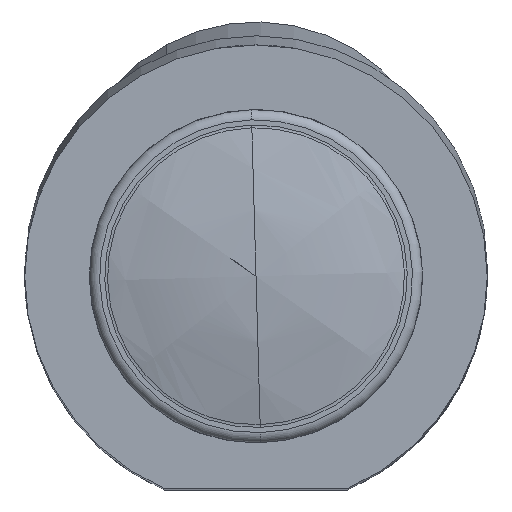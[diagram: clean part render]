
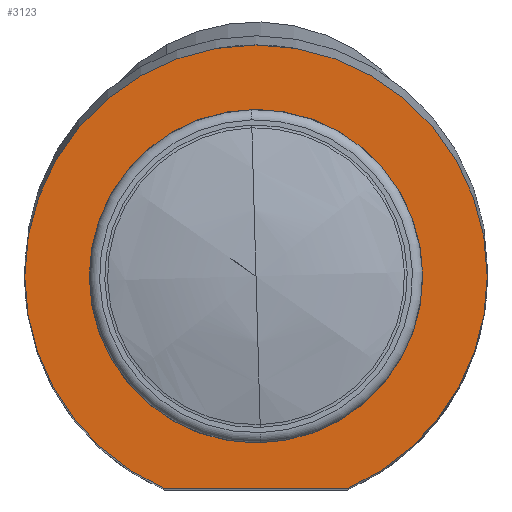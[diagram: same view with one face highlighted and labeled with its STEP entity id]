
A CAD part, top view. The second image highlights one B-rep face of the part: STEP entity #3123.
In plain terms, the highlighted planar face has unit normal (0, 0, 1).
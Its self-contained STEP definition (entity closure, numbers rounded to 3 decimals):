
#33 = VERTEX_POINT ( 'NONE', #458 ) ;
#36 = VERTEX_POINT ( 'NONE', #511 ) ;
#40 = EDGE_CURVE ( 'NONE', #33, #36, #510, .T. ) ;
#44 = EDGE_CURVE ( 'NONE', #49, #45, #523, .T. ) ;
#45 = VERTEX_POINT ( 'NONE', #524 ) ;
#49 = VERTEX_POINT ( 'NONE', #534 ) ;
#458 = CARTESIAN_POINT ( 'NONE',  ( 4.508, 0., 0. ) ) ;
#501 = CARTESIAN_POINT ( 'NONE',  ( 0., 0., 0. ) ) ;
#508 = DIRECTION ( 'NONE',  ( 1., 0., 0. ) ) ;
#509 = AXIS2_PLACEMENT_3D ( 'NONE', #501, #516, #508 ) ;
#510 = CIRCLE ( 'NONE', #509, 4.508 ) ;
#511 = CARTESIAN_POINT ( 'NONE',  ( -4.508, 0., 0. ) ) ;
#516 = DIRECTION ( 'NONE',  ( 0., 0., 1. ) ) ;
#519 = CARTESIAN_POINT ( 'NONE',  ( 0., 0., 0. ) ) ;
#520 = DIRECTION ( 'NONE',  ( 1., 0., 0. ) ) ;
#521 = DIRECTION ( 'NONE',  ( 0., 0., 1. ) ) ;
#522 = AXIS2_PLACEMENT_3D ( 'NONE', #519, #521, #520 ) ;
#523 = CIRCLE ( 'NONE', #522, 3.251 ) ;
#524 = CARTESIAN_POINT ( 'NONE',  ( 3.251, 0., 0. ) ) ;
#534 = CARTESIAN_POINT ( 'NONE',  ( -3.251, 0., 0. ) ) ;
#2005 = DIRECTION ( 'NONE',  ( 1., 0., 0. ) ) ;
#2006 = DIRECTION ( 'NONE',  ( 0., 0., 1. ) ) ;
#2007 = CARTESIAN_POINT ( 'NONE',  ( 0., 0., 0. ) ) ;
#2008 = AXIS2_PLACEMENT_3D ( 'NONE', #2007, #2006, #2005 ) ;
#2009 = CIRCLE ( 'NONE', #2008, 3.251 ) ;
#2053 = FACE_BOUND ( 'NONE', #3068, .T. ) ;
#2054 = FACE_OUTER_BOUND ( 'NONE', #3117, .T. ) ;
#2055 = DIRECTION ( 'NONE',  ( -1., 0., 0. ) ) ;
#2056 = VECTOR ( 'NONE', #2055, 1000. ) ;
#2057 = CARTESIAN_POINT ( 'NONE',  ( 0., -4.14, 0. ) ) ;
#2058 = LINE ( 'NONE', #2057, #2056 ) ;
#2153 = CARTESIAN_POINT ( 'NONE',  ( -1.785, -4.14, 0. ) ) ;
#2154 = DIRECTION ( 'NONE',  ( 1., 0., 0. ) ) ;
#2155 = DIRECTION ( 'NONE',  ( 0., 0., 1. ) ) ;
#2156 = CARTESIAN_POINT ( 'NONE',  ( 0., 0., 0. ) ) ;
#2157 = AXIS2_PLACEMENT_3D ( 'NONE', #2156, #2155, #2154 ) ;
#2158 = PLANE ( 'NONE',  #2157 ) ;
#2255 = CARTESIAN_POINT ( 'NONE',  ( 1.785, -4.14, 0. ) ) ;
#2256 = DIRECTION ( 'NONE',  ( 1., 0., 0. ) ) ;
#2257 = DIRECTION ( 'NONE',  ( 0., 0., 1. ) ) ;
#2258 = CARTESIAN_POINT ( 'NONE',  ( 0., 0., 0. ) ) ;
#2259 = AXIS2_PLACEMENT_3D ( 'NONE', #2258, #2257, #2256 ) ;
#2260 = CIRCLE ( 'NONE', #2259, 4.508 ) ;
#2799 = DIRECTION ( 'NONE',  ( 1., 0., 0. ) ) ;
#2800 = DIRECTION ( 'NONE',  ( 0., 0., 1. ) ) ;
#2801 = CARTESIAN_POINT ( 'NONE',  ( 0., 0., 0. ) ) ;
#2802 = AXIS2_PLACEMENT_3D ( 'NONE', #2801, #2800, #2799 ) ;
#2803 = CIRCLE ( 'NONE', #2802, 4.508 ) ;
#3068 = EDGE_LOOP ( 'NONE', ( #3069, #3071 ) ) ;
#3069 = ORIENTED_EDGE ( 'NONE', *, *, #3070, .F. ) ;
#3070 = EDGE_CURVE ( 'NONE', #45, #49, #2009, .T. ) ;
#3071 = ORIENTED_EDGE ( 'NONE', *, *, #44, .F. ) ;
#3117 = EDGE_LOOP ( 'NONE', ( #3124, #3122, #3226, #3227 ) ) ;
#3121 = EDGE_CURVE ( 'NONE', #3153, #3125, #2058, .T. ) ;
#3122 = ORIENTED_EDGE ( 'NONE', *, *, #3152, .T. ) ;
#3123 = ADVANCED_FACE ( 'NONE', ( #2054, #2053 ), #2158, .T. ) ;
#3124 = ORIENTED_EDGE ( 'NONE', *, *, #3121, .F. ) ;
#3125 = VERTEX_POINT ( 'NONE', #2153 ) ;
#3152 = EDGE_CURVE ( 'NONE', #3153, #33, #2260, .T. ) ;
#3153 = VERTEX_POINT ( 'NONE', #2255 ) ;
#3226 = ORIENTED_EDGE ( 'NONE', *, *, #40, .T. ) ;
#3227 = ORIENTED_EDGE ( 'NONE', *, *, #3228, .T. ) ;
#3228 = EDGE_CURVE ( 'NONE', #36, #3125, #2803, .T. ) ;
